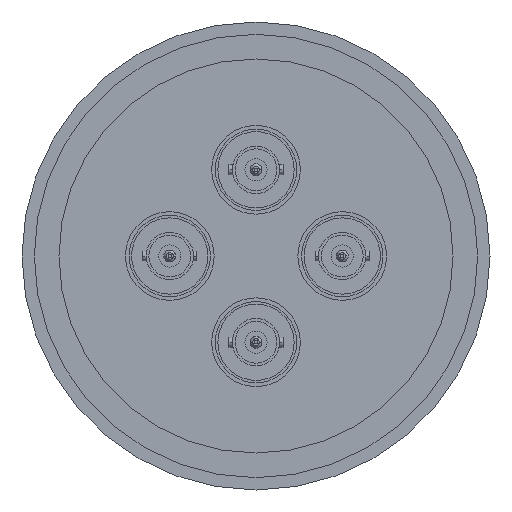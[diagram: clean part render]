
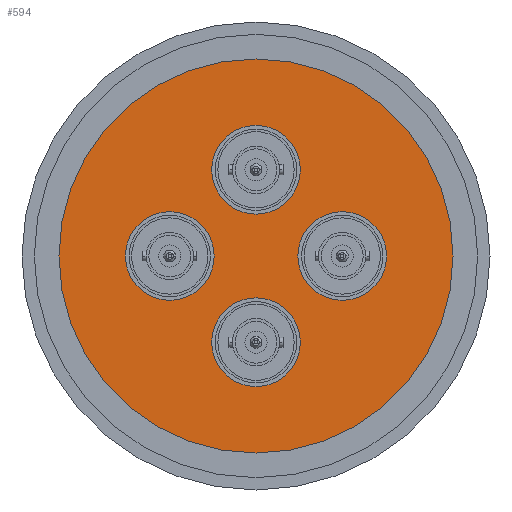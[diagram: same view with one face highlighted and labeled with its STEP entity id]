
A CAD part, front view. The second image highlights one B-rep face of the part: STEP entity #594.
In plain terms, the highlighted planar face has unit normal (0, -1, 0).
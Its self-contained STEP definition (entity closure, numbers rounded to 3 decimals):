
#10 = ORIENTED_EDGE ( 'NONE', *, *, #2467, .F. ) ;
#32 = EDGE_LOOP ( 'NONE', ( #10, #3089 ) ) ;
#105 = ORIENTED_EDGE ( 'NONE', *, *, #400, .F. ) ;
#139 = DIRECTION ( 'NONE',  ( 0., 0., -1. ) ) ;
#246 = FACE_BOUND ( 'NONE', #589, .T. ) ;
#256 = CARTESIAN_POINT ( 'NONE',  ( 0., -12., 0. ) ) ;
#353 = EDGE_CURVE ( 'NONE', #1696, #1563, #1572, .T. ) ;
#382 = AXIS2_PLACEMENT_3D ( 'NONE', #2750, #547, #2294 ) ;
#400 = EDGE_CURVE ( 'NONE', #1713, #572, #579, .T. ) ;
#428 = AXIS2_PLACEMENT_3D ( 'NONE', #1796, #1074, #823 ) ;
#540 = CIRCLE ( 'NONE', #1004, 9. ) ;
#547 = DIRECTION ( 'NONE',  ( 0., -1., 0. ) ) ;
#568 = CARTESIAN_POINT ( 'NONE',  ( 0., -12., -8.5 ) ) ;
#570 = CIRCLE ( 'NONE', #2473, 9. ) ;
#572 = VERTEX_POINT ( 'NONE', #568 ) ;
#579 = CIRCLE ( 'NONE', #838, 9. ) ;
#585 = AXIS2_PLACEMENT_3D ( 'NONE', #3020, #2761, #993 ) ;
#589 = EDGE_LOOP ( 'NONE', ( #1404, #1390 ) ) ;
#594 = ADVANCED_FACE ( 'NONE', ( #1060, #1780, #246, #1518, #2488 ), #2232, .T. ) ;
#679 = CARTESIAN_POINT ( 'NONE',  ( -17.5, -12., 0. ) ) ;
#710 = CARTESIAN_POINT ( 'NONE',  ( 0., -12., -26.5 ) ) ;
#817 = VERTEX_POINT ( 'NONE', #1607 ) ;
#823 = DIRECTION ( 'NONE',  ( 0., 0., -1. ) ) ;
#838 = AXIS2_PLACEMENT_3D ( 'NONE', #1213, #2448, #950 ) ;
#844 = CIRCLE ( 'NONE', #382, 9. ) ;
#884 = ORIENTED_EDGE ( 'NONE', *, *, #2878, .T. ) ;
#908 = CARTESIAN_POINT ( 'NONE',  ( 0., -12., 8.5 ) ) ;
#933 = CARTESIAN_POINT ( 'NONE',  ( 17.5, -12., 0. ) ) ;
#950 = DIRECTION ( 'NONE',  ( 0., 0., -1. ) ) ;
#993 = DIRECTION ( 'NONE',  ( 0., 0., -1. ) ) ;
#1004 = AXIS2_PLACEMENT_3D ( 'NONE', #679, #1675, #2642 ) ;
#1051 = ORIENTED_EDGE ( 'NONE', *, *, #2445, .T. ) ;
#1060 = FACE_BOUND ( 'NONE', #32, .T. ) ;
#1066 = DIRECTION ( 'NONE',  ( 0., -1., 0. ) ) ;
#1074 = DIRECTION ( 'NONE',  ( 0., -1., 0. ) ) ;
#1086 = CIRCLE ( 'NONE', #1140, 40. ) ;
#1136 = EDGE_LOOP ( 'NONE', ( #105, #2188 ) ) ;
#1138 = CARTESIAN_POINT ( 'NONE',  ( 0., -12., 0. ) ) ;
#1140 = AXIS2_PLACEMENT_3D ( 'NONE', #1138, #2351, #2378 ) ;
#1170 = CARTESIAN_POINT ( 'NONE',  ( 0., -12., 26.5 ) ) ;
#1192 = AXIS2_PLACEMENT_3D ( 'NONE', #256, #2226, #3161 ) ;
#1213 = CARTESIAN_POINT ( 'NONE',  ( 0., -12., -17.5 ) ) ;
#1233 = VERTEX_POINT ( 'NONE', #1261 ) ;
#1261 = CARTESIAN_POINT ( 'NONE',  ( -17.5, -12., -9. ) ) ;
#1277 = EDGE_LOOP ( 'NONE', ( #2587, #1306 ) ) ;
#1286 = EDGE_CURVE ( 'NONE', #1563, #1696, #844, .T. ) ;
#1306 = ORIENTED_EDGE ( 'NONE', *, *, #1596, .F. ) ;
#1386 = EDGE_CURVE ( 'NONE', #1553, #2924, #3108, .T. ) ;
#1390 = ORIENTED_EDGE ( 'NONE', *, *, #1286, .F. ) ;
#1402 = DIRECTION ( 'NONE',  ( 0., -1., 0. ) ) ;
#1404 = ORIENTED_EDGE ( 'NONE', *, *, #353, .F. ) ;
#1415 = AXIS2_PLACEMENT_3D ( 'NONE', #2321, #1885, #139 ) ;
#1436 = VERTEX_POINT ( 'NONE', #2469 ) ;
#1447 = AXIS2_PLACEMENT_3D ( 'NONE', #2934, #1481, #2453 ) ;
#1481 = DIRECTION ( 'NONE',  ( 0., -1., 0. ) ) ;
#1518 = FACE_BOUND ( 'NONE', #1136, .T. ) ;
#1529 = CARTESIAN_POINT ( 'NONE',  ( -17.5, -12., 9. ) ) ;
#1553 = VERTEX_POINT ( 'NONE', #908 ) ;
#1563 = VERTEX_POINT ( 'NONE', #3071 ) ;
#1572 = CIRCLE ( 'NONE', #2893, 9. ) ;
#1596 = EDGE_CURVE ( 'NONE', #2924, #1553, #1983, .T. ) ;
#1607 = CARTESIAN_POINT ( 'NONE',  ( 0., -12., 40. ) ) ;
#1675 = DIRECTION ( 'NONE',  ( 0., -1., 0. ) ) ;
#1696 = VERTEX_POINT ( 'NONE', #2625 ) ;
#1713 = VERTEX_POINT ( 'NONE', #710 ) ;
#1780 = FACE_BOUND ( 'NONE', #1277, .T. ) ;
#1796 = CARTESIAN_POINT ( 'NONE',  ( 0., -12., 17.5 ) ) ;
#1798 = EDGE_CURVE ( 'NONE', #3179, #1233, #540, .T. ) ;
#1885 = DIRECTION ( 'NONE',  ( 0., -1., 0. ) ) ;
#1907 = EDGE_CURVE ( 'NONE', #572, #1713, #570, .T. ) ;
#1983 = CIRCLE ( 'NONE', #1415, 9. ) ;
#1989 = CARTESIAN_POINT ( 'NONE',  ( 0., -12., -17.5 ) ) ;
#2188 = ORIENTED_EDGE ( 'NONE', *, *, #1907, .F. ) ;
#2226 = DIRECTION ( 'NONE',  ( 0., -1., 0. ) ) ;
#2232 = PLANE ( 'NONE',  #585 ) ;
#2294 = DIRECTION ( 'NONE',  ( 0., 0., -1. ) ) ;
#2321 = CARTESIAN_POINT ( 'NONE',  ( 0., -12., 17.5 ) ) ;
#2351 = DIRECTION ( 'NONE',  ( 0., -1., 0. ) ) ;
#2378 = DIRECTION ( 'NONE',  ( 0., 0., -1. ) ) ;
#2421 = CIRCLE ( 'NONE', #1192, 40. ) ;
#2445 = EDGE_CURVE ( 'NONE', #1436, #817, #2421, .T. ) ;
#2448 = DIRECTION ( 'NONE',  ( 0., -1., 0. ) ) ;
#2453 = DIRECTION ( 'NONE',  ( 0., 0., -1. ) ) ;
#2467 = EDGE_CURVE ( 'NONE', #1233, #3179, #2570, .T. ) ;
#2469 = CARTESIAN_POINT ( 'NONE',  ( 0., -12., -40. ) ) ;
#2473 = AXIS2_PLACEMENT_3D ( 'NONE', #1989, #1066, #2680 ) ;
#2488 = FACE_OUTER_BOUND ( 'NONE', #2533, .T. ) ;
#2533 = EDGE_LOOP ( 'NONE', ( #1051, #884 ) ) ;
#2570 = CIRCLE ( 'NONE', #1447, 9. ) ;
#2587 = ORIENTED_EDGE ( 'NONE', *, *, #1386, .F. ) ;
#2625 = CARTESIAN_POINT ( 'NONE',  ( 17.5, -12., -9. ) ) ;
#2642 = DIRECTION ( 'NONE',  ( 0., 0., -1. ) ) ;
#2680 = DIRECTION ( 'NONE',  ( 0., 0., -1. ) ) ;
#2750 = CARTESIAN_POINT ( 'NONE',  ( 17.5, -12., 0. ) ) ;
#2761 = DIRECTION ( 'NONE',  ( 0., -1., 0. ) ) ;
#2787 = DIRECTION ( 'NONE',  ( 0., 0., -1. ) ) ;
#2878 = EDGE_CURVE ( 'NONE', #817, #1436, #1086, .T. ) ;
#2893 = AXIS2_PLACEMENT_3D ( 'NONE', #933, #1402, #2787 ) ;
#2924 = VERTEX_POINT ( 'NONE', #1170 ) ;
#2934 = CARTESIAN_POINT ( 'NONE',  ( -17.5, -12., 0. ) ) ;
#3020 = CARTESIAN_POINT ( 'NONE',  ( 0., -12., -40. ) ) ;
#3071 = CARTESIAN_POINT ( 'NONE',  ( 17.5, -12., 9. ) ) ;
#3089 = ORIENTED_EDGE ( 'NONE', *, *, #1798, .F. ) ;
#3108 = CIRCLE ( 'NONE', #428, 9. ) ;
#3161 = DIRECTION ( 'NONE',  ( 0., 0., -1. ) ) ;
#3179 = VERTEX_POINT ( 'NONE', #1529 ) ;
